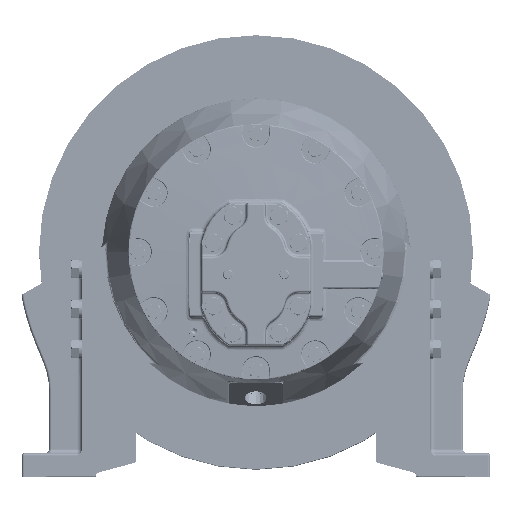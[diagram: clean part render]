
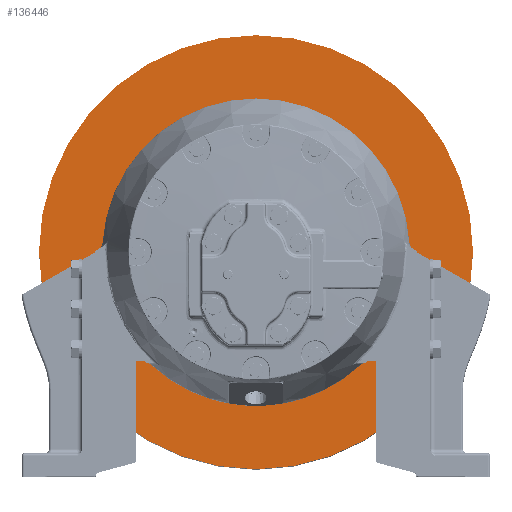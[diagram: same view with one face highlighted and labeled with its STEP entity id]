
A CAD part, top view. The second image highlights one B-rep face of the part: STEP entity #136446.
In plain terms, the highlighted planar face has unit normal (0, 0, 1).
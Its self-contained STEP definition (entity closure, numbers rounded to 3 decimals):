
#130840=CARTESIAN_POINT('',(0.,0.,-7.565));
#130841=DIRECTION('',(0.,0.,1.));
#130842=DIRECTION('',(1.,0.,0.));
#130843=AXIS2_PLACEMENT_3D('',#130840,#130841,#130842);
#130845=CARTESIAN_POINT('',(0.,0.,-7.565));
#130846=DIRECTION('',(0.,0.,1.));
#130847=DIRECTION('',(-1.,0.,0.));
#130848=AXIS2_PLACEMENT_3D('',#130845,#130846,#130847);
#130850=CARTESIAN_POINT('',(0.,0.,-7.565));
#130851=DIRECTION('',(0.,0.,-1.));
#130852=DIRECTION('',(-1.,0.,0.));
#130853=AXIS2_PLACEMENT_3D('',#130850,#130851,#130852);
#130855=CARTESIAN_POINT('',(0.,0.,-7.565));
#130856=DIRECTION('',(0.,0.,-1.));
#130857=DIRECTION('',(1.,0.,0.));
#130858=AXIS2_PLACEMENT_3D('',#130855,#130856,#130857);
#134320=CARTESIAN_POINT('',(12.,0.,-7.565));
#134321=CARTESIAN_POINT('',(-12.,0.,-7.565));
#134322=VERTEX_POINT('',#134320);
#134323=VERTEX_POINT('',#134321);
#134410=CARTESIAN_POINT('',(5.631,0.,-7.565));
#134412=VERTEX_POINT('',#134410);
#134415=CARTESIAN_POINT('',(-5.631,0.,-7.565));
#134416=VERTEX_POINT('',#134415);
#136431=CARTESIAN_POINT('',(-5.631,0.,-7.565));
#136432=DIRECTION('',(0.,0.,1.));
#136433=DIRECTION('',(-1.,0.,0.));
#136434=AXIS2_PLACEMENT_3D('',#136431,#136432,#136433);
#136435=PLANE('',#136434);
#136437=ORIENTED_EDGE('',*,*,#136436,.F.);
#136439=ORIENTED_EDGE('',*,*,#136438,.F.);
#136440=EDGE_LOOP('',(#136437,#136439));
#136441=FACE_OUTER_BOUND('',#136440,.F.);
#136442=ORIENTED_EDGE('',*,*,#136379,.F.);
#136443=ORIENTED_EDGE('',*,*,#136399,.F.);
#136444=EDGE_LOOP('',(#136442,#136443));
#136445=FACE_BOUND('',#136444,.F.);
#130844=CIRCLE('',#130843,12.);
#130849=CIRCLE('',#130848,12.);
#130854=CIRCLE('',#130853,5.631);
#130859=CIRCLE('',#130858,5.631);
#136379=EDGE_CURVE('',#134416,#134412,#130854,.T.);
#136399=EDGE_CURVE('',#134412,#134416,#130859,.T.);
#136436=EDGE_CURVE('',#134322,#134323,#130844,.T.);
#136438=EDGE_CURVE('',#134323,#134322,#130849,.T.);
#136446=ADVANCED_FACE('',(#136441,#136445),#136435,.T.);
